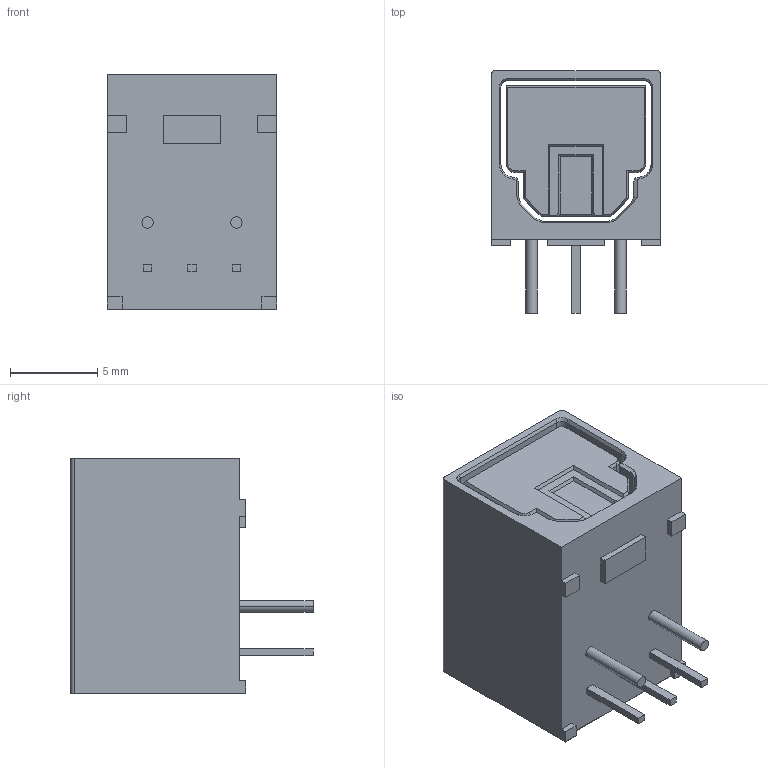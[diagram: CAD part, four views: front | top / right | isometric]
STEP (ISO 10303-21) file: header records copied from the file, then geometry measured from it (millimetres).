
FILE_DESCRIPTION (( 'STEP AP214' ), '1' );
FILE_NAME ('PLR135T10.STEP', '2022-09-07T21:29:25', ( '' ), ( '' ), 'SwSTEP 2.0', 'SolidWorks 2022', '' );
FILE_SCHEMA (( 'AUTOMOTIVE_DESIGN' ));
Length unit declared in the file: millimetre
Products named in the file (1): PLR135T10
Bounding box: 9.7 x 13.85 x 13.5 mm (x, y, z)
Volume: 1120.9 mm3; surface area: 1536.1 mm2
Topology: 8 solids, 8 shells, 551 faces, 1366 edges, 828 vertices
Faces by surface type: plane 347, cylinder 128, torus 36, sphere 20, cone 14, bspline 6
Entity records: 17380 total; most frequent: CARTESIAN_POINT 2843, ORIENTED_EDGE 2692, DIRECTION 2669, EDGE_CURVE 1346, VECTOR 1033, LINE 1033, VERTEX_POINT 828, AXIS2_PLACEMENT_3D 818
